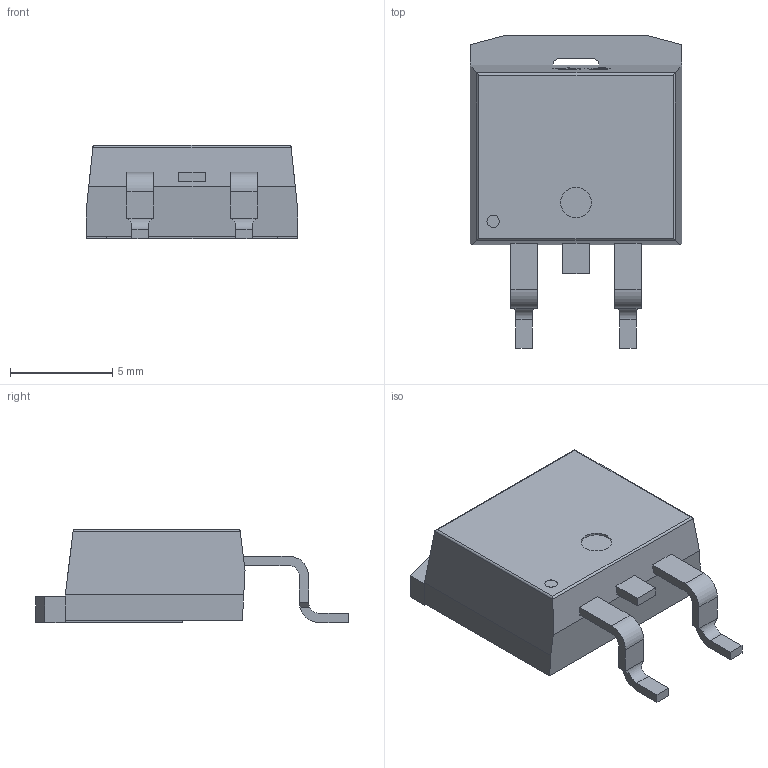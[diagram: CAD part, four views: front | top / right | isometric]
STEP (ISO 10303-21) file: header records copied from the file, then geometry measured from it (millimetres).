
FILE_DESCRIPTION (( 'STEP AP214' ), '1' );
FILE_NAME ('TO-263-2_L10.4-W8.8-P2.54-LS15.3.step', '2022-08-01T13:04:16', ( '' ), ( '' ), 'SwSTEP 2.0', 'SolidWorks 2020', '' );
FILE_SCHEMA (( 'AUTOMOTIVE_DESIGN' ));
Length unit declared in the file: millimetre
Products named in the file (1): TO-263-2_L10.4-W8.8-P2.54-LS15.3
Bounding box: 10.35 x 15.3 x 4.56 mm (x, y, z)
Volume: 415.1 mm3; surface area: 425 mm2
Topology: 1 solids, 1 shells, 302 faces, 818 edges, 541 vertices
Faces by surface type: plane 185, bspline 98, cylinder 19
Entity records: 13281 total; most frequent: CARTESIAN_POINT 3016, ORIENTED_EDGE 1636, DIRECTION 1043, EDGE_CURVE 818, VECTOR 571, LINE 571, VERTEX_POINT 541, EDGE_LOOP 327
